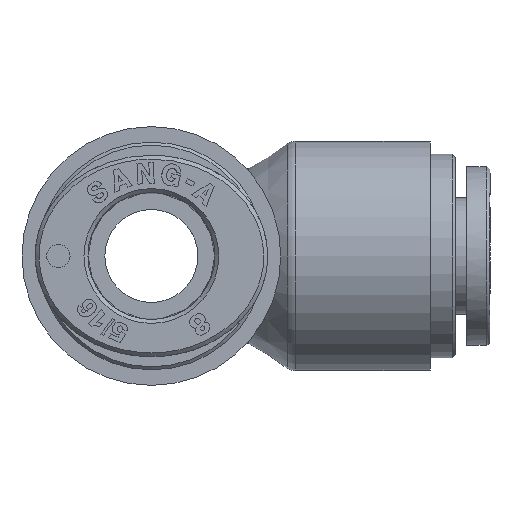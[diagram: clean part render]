
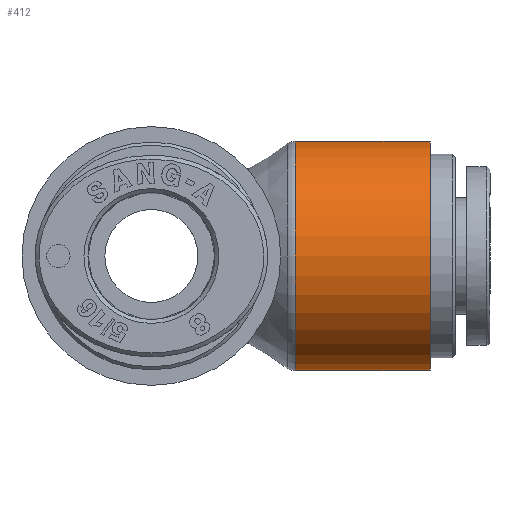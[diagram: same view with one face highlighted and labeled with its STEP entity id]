
A CAD part, left-side view. The second image highlights one B-rep face of the part: STEP entity #412.
In plain terms, the highlighted cylindrical face has radius 7.4 mm (diameter 14.8 mm), a full revolution.
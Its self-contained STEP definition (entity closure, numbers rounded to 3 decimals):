
#381=CARTESIAN_POINT('',(7.4,-9.29,0.));
#382=VERTEX_POINT('',#381);
#383=CARTESIAN_POINT('',(0.0,-9.29,0.0));
#384=DIRECTION('',(0.0,1.0,0.0));
#385=DIRECTION('',(-1.0,0.0,0.0));
#386=AXIS2_PLACEMENT_3D('',#383,#384,#385);
#387=CIRCLE('',#386,7.4);
#388=EDGE_CURVE('',#382,#382,#387,.T.);
#393=CARTESIAN_POINT('',(0.0,-13.5,0.0));
#394=DIRECTION('',(0.0,-1.0,0.0));
#395=DIRECTION('',(1.0,0.0,0.0));
#396=AXIS2_PLACEMENT_3D('',#393,#394,#395);
#397=CYLINDRICAL_SURFACE('',#396,7.4);
#398=CARTESIAN_POINT('',(7.4,-18.0,0.0));
#399=VERTEX_POINT('',#398);
#400=CARTESIAN_POINT('',(0.0,-18.0,0.0));
#401=DIRECTION('',(0.0,-1.0,0.0));
#402=DIRECTION('',(1.0,0.0,0.0));
#403=AXIS2_PLACEMENT_3D('',#400,#401,#402);
#404=CIRCLE('',#403,7.4);
#405=EDGE_CURVE('',#399,#399,#404,.T.);
#406=ORIENTED_EDGE('',*,*,#405,.F.);
#407=EDGE_LOOP('',(#406));
#408=FACE_OUTER_BOUND('',#407,.T.);
#409=ORIENTED_EDGE('',*,*,#388,.F.);
#410=EDGE_LOOP('',(#409));
#411=FACE_BOUND('',#410,.T.);
#412=ADVANCED_FACE('',(#408,#411),#397,.T.);
